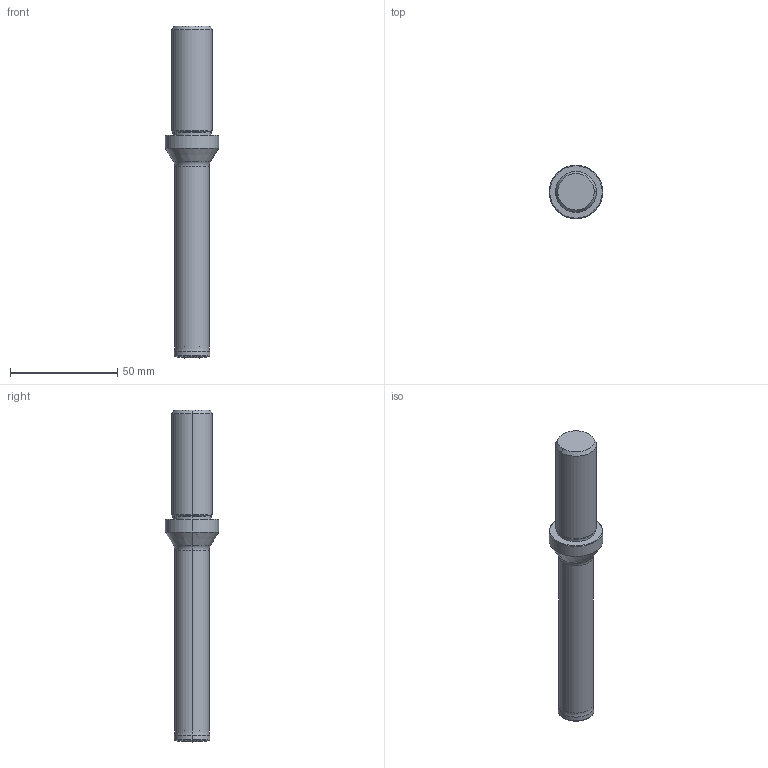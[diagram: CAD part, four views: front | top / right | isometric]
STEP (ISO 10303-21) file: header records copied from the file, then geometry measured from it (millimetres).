
FILE_DESCRIPTION(/* description */ (''),/* implementation_level */ '2;1');
FILE_NAME(/* name */ 'MVX0656X5F075_IR0_016.stp',/* time_stamp */ '2024-06-10T18:16:39+09:00',/* author */ (''),/* organization */ (''),/* preprocessor_version */ 'ST-DEVELOPER v16',/* originating_system */ 'SIEMENS PLM Software NX 10.0',/* authorisation */ '');
FILE_SCHEMA (('AUTOMOTIVE_DESIGN { 1 0 10303 214 3 1 1 1 }'));
Length unit declared in the file: millimetre
Products named in the file (1): MVX0656X5F075_IR0_016_ASM
Bounding box: 25 x 25 x 154.56 mm (x, y, z)
Volume: 38990.6 mm3; surface area: 9896.1 mm2
Topology: 2 solids, 2 shells, 50 faces, 114 edges, 81 vertices
Faces by surface type: cone 18, bspline 10, torus 10, cylinder 8, plane 4
Entity records: 1710 total; most frequent: CARTESIAN_POINT 484, DIRECTION 279, ORIENTED_EDGE 192, AXIS2_PLACEMENT_3D 124, EDGE_CURVE 96, CIRCLE 76, EDGE_LOOP 52, VERTEX_POINT 52
